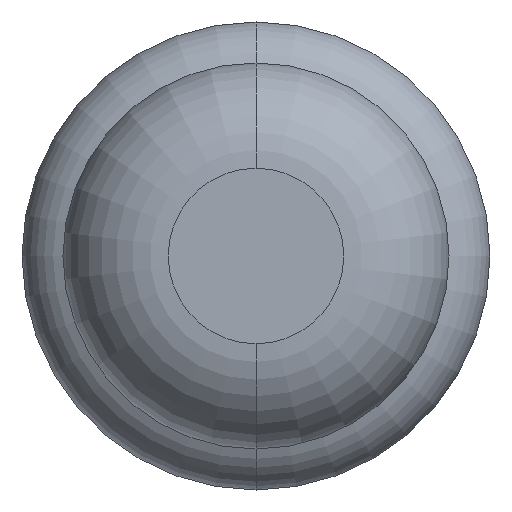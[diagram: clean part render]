
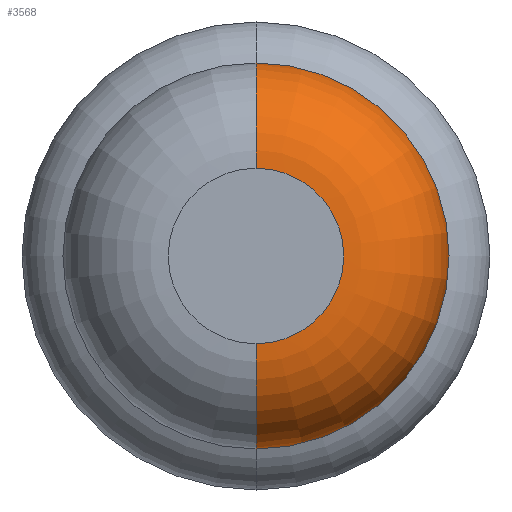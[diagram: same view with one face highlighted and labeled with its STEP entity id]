
A CAD part, front view. The second image highlights one B-rep face of the part: STEP entity #3568.
In plain terms, the highlighted toroidal (fillet/blend) face has major radius 0.375 mm and minor radius 0.45 mm.
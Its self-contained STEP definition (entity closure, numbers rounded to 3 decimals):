
#7 = CARTESIAN_POINT ( 'NONE',  ( 0., -28.55, 0. ) ) ;
#138 = DIRECTION ( 'NONE',  ( 0., 0., 1. ) ) ;
#208 = FACE_OUTER_BOUND ( 'NONE', #936, .T. ) ;
#285 = CARTESIAN_POINT ( 'NONE',  ( 0., -29., 0. ) ) ;
#289 = AXIS2_PLACEMENT_3D ( 'NONE', #1052, #1010, #441 ) ;
#432 = CARTESIAN_POINT ( 'NONE',  ( 0., -28.55, 0.375 ) ) ;
#441 = DIRECTION ( 'NONE',  ( 0., 0., -1. ) ) ;
#903 = DIRECTION ( 'NONE',  ( 0., 0., 1. ) ) ;
#915 = DIRECTION ( 'NONE',  ( 0., 0., 1. ) ) ;
#936 = EDGE_LOOP ( 'NONE', ( #1302, #1623, #3572, #3741 ) ) ;
#1010 = DIRECTION ( 'NONE',  ( 1., 0., 0. ) ) ;
#1052 = CARTESIAN_POINT ( 'NONE',  ( 0., -28.55, -0.375 ) ) ;
#1076 = VERTEX_POINT ( 'NONE', #1726 ) ;
#1164 = EDGE_CURVE ( 'Defeature ausgef�hrt2_13+Defeature ausgef�hrt2_12+Defeature ausgef�hrt2_12+Defeature ausgef�hrt2_12', #1076, #1891, #3456, .T. ) ;
#1302 = ORIENTED_EDGE ( 'NONE', *, *, #2679, .T. ) ;
#1375 = VERTEX_POINT ( 'NONE', #2185 ) ;
#1381 = EDGE_CURVE ( 'NONE', #1375, #1891, #2154, .T. ) ;
#1623 = ORIENTED_EDGE ( 'NONE', *, *, #1381, .T. ) ;
#1726 = CARTESIAN_POINT ( 'NONE',  ( 0., -28.55, 0.825 ) ) ;
#1891 = VERTEX_POINT ( 'NONE', #2413 ) ;
#2012 = DIRECTION ( 'NONE',  ( 0., 0., 1. ) ) ;
#2105 = DIRECTION ( 'NONE',  ( 0., 1., 0. ) ) ;
#2154 = CIRCLE ( 'NONE', #289, 0.45 ) ;
#2185 = CARTESIAN_POINT ( 'NONE',  ( 0., -29., -0.375 ) ) ;
#2309 = EDGE_CURVE ( 'NONE', #3195, #1076, #2463, .T. ) ;
#2310 = CARTESIAN_POINT ( 'NONE',  ( 0., -29., 0.375 ) ) ;
#2413 = CARTESIAN_POINT ( 'NONE',  ( 0., -28.55, -0.825 ) ) ;
#2423 = AXIS2_PLACEMENT_3D ( 'NONE', #285, #3200, #903 ) ;
#2463 = CIRCLE ( 'NONE', #2744, 0.45 ) ;
#2554 = CARTESIAN_POINT ( 'NONE',  ( 0., -28.55, 0. ) ) ;
#2679 = EDGE_CURVE ( 'Defeature ausgef�hrt2_12+Defeature ausgef�hrt2_11+Defeature ausgef�hrt2_11+Defeature ausgef�hrt2_11', #3195, #1375, #3276, .T. ) ;
#2719 = DIRECTION ( 'NONE',  ( -1., 0., 0. ) ) ;
#2734 = AXIS2_PLACEMENT_3D ( 'NONE', #7, #2105, #915 ) ;
#2744 = AXIS2_PLACEMENT_3D ( 'NONE', #432, #2719, #138 ) ;
#3100 = AXIS2_PLACEMENT_3D ( 'NONE', #2554, #3712, #2012 ) ;
#3195 = VERTEX_POINT ( 'NONE', #2310 ) ;
#3200 = DIRECTION ( 'NONE',  ( 0., 1., 0. ) ) ;
#3276 = CIRCLE ( 'NONE', #2423, 0.375 ) ;
#3456 = CIRCLE ( 'NONE', #2734, 0.825 ) ;
#3568 = ADVANCED_FACE ( 'Defeature ausgef�hrt2_12', ( #208 ), #3674, .T. ) ;
#3572 = ORIENTED_EDGE ( 'NONE', *, *, #1164, .F. ) ;
#3674 = TOROIDAL_SURFACE ( 'NONE', #3100, 0.375, 0.45 ) ;
#3712 = DIRECTION ( 'NONE',  ( 0., 1., 0. ) ) ;
#3741 = ORIENTED_EDGE ( 'NONE', *, *, #2309, .F. ) ;
